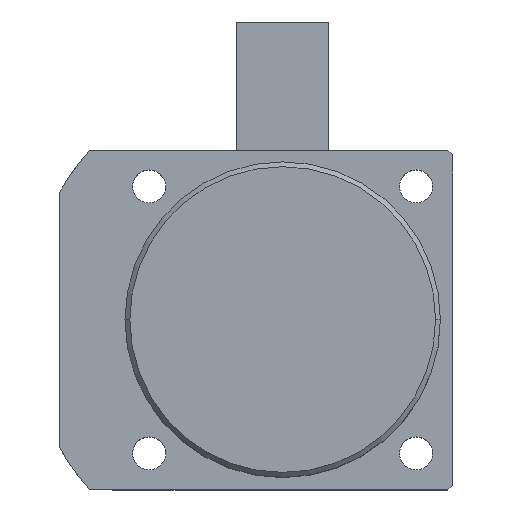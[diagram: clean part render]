
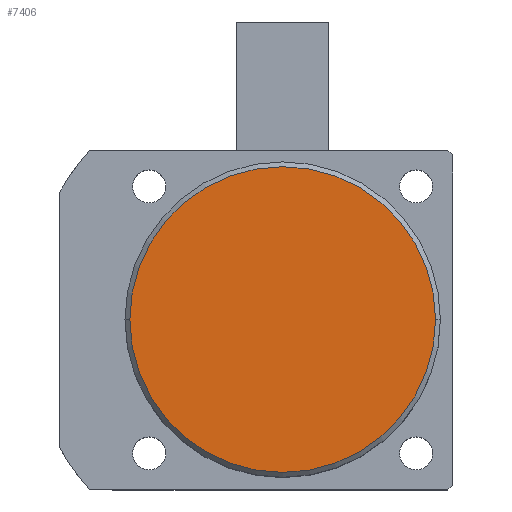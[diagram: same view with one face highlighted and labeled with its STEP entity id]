
A CAD part, top view. The second image highlights one B-rep face of the part: STEP entity #7406.
In plain terms, the highlighted planar face has unit normal (0, 0, 1).
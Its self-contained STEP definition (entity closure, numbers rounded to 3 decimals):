
#855 = CARTESIAN_POINT ( 'NONE',  ( -31.5, 0., 73.5 ) ) ;
#1240 = VERTEX_POINT ( 'NONE', #2146 ) ;
#1250 = VERTEX_POINT ( 'NONE', #855 ) ;
#1372 = CARTESIAN_POINT ( 'NONE',  ( 0., 0., 73.5 ) ) ;
#1373 = DIRECTION ( 'NONE',  ( 0., 0., 1. ) ) ;
#1374 = DIRECTION ( 'NONE',  ( 1., 0., 0. ) ) ;
#2146 = CARTESIAN_POINT ( 'NONE',  ( 31.5, 0., 73.5 ) ) ;
#2251 = CIRCLE ( 'NONE', #3794, 31.5 ) ;
#2862 = EDGE_LOOP ( 'NONE', ( #3956, #3970 ) ) ;
#3794 = AXIS2_PLACEMENT_3D ( 'NONE', #5452, #5453, #5454 ) ;
#3832 = AXIS2_PLACEMENT_3D ( 'NONE', #1372, #1373, #1374 ) ;
#3956 = ORIENTED_EDGE ( 'NONE', *, *, #5265, .T. ) ;
#3970 = ORIENTED_EDGE ( 'NONE', *, *, #5136, .T. ) ;
#5051 = CIRCLE ( 'NONE', #3832, 31.5 ) ;
#5136 = EDGE_CURVE ( 'NONE', #1240, #1250, #2251, .T. ) ;
#5265 = EDGE_CURVE ( 'NONE', #1250, #1240, #5051, .T. ) ;
#5452 = CARTESIAN_POINT ( 'NONE',  ( 0., 0., 73.5 ) ) ;
#5453 = DIRECTION ( 'NONE',  ( 0., 0., 1. ) ) ;
#5454 = DIRECTION ( 'NONE',  ( 1., 0., 0. ) ) ;
#6080 = AXIS2_PLACEMENT_3D ( 'NONE', #6284, #6294, #6295 ) ;
#6284 = CARTESIAN_POINT ( 'NONE',  ( 0., 0., 73.5 ) ) ;
#6292 = PLANE ( 'NONE',  #6080 ) ;
#6294 = DIRECTION ( 'NONE',  ( 0., 0., 1. ) ) ;
#6295 = DIRECTION ( 'NONE',  ( 1., 0., 0. ) ) ;
#6853 = FACE_OUTER_BOUND ( 'NONE', #2862, .T. ) ;
#7406 = ADVANCED_FACE ( 'NONE', ( #6853 ), #6292, .T. ) ;
